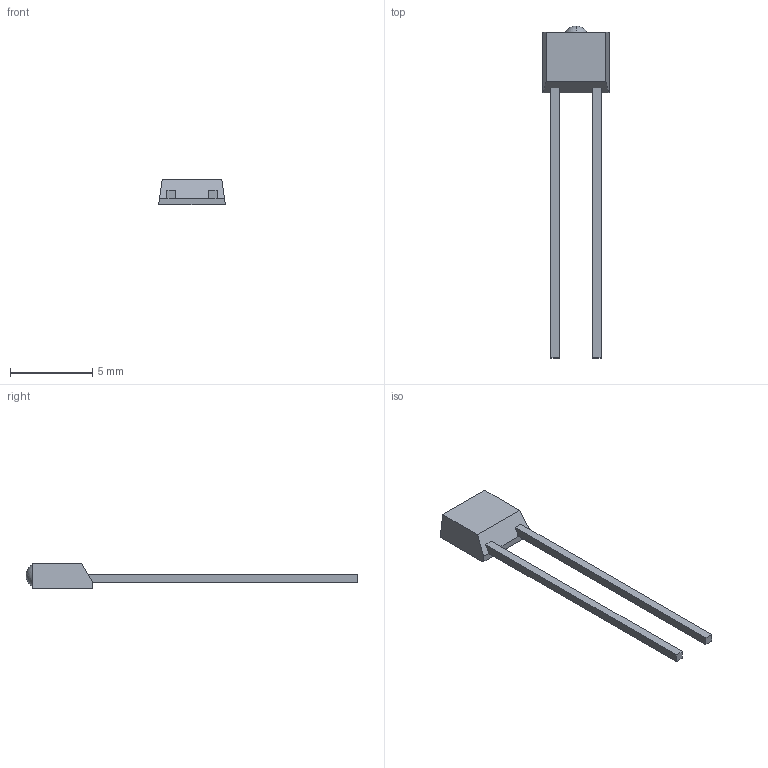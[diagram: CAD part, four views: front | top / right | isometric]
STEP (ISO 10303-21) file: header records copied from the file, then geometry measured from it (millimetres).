
FILE_DESCRIPTION (( 'STEP AP214' ), '1' );
FILE_NAME ('OP509B.STEP', '2019-12-03T18:36:45', ( '' ), ( '' ), 'SwSTEP 2.0', 'SolidWorks 2018', '' );
FILE_SCHEMA (( 'AUTOMOTIVE_DESIGN' ));
Length unit declared in the file: inch
Products named in the file (1): OP509B
Bounding box: 4.06 x 20.19 x 1.57 mm (x, y, z)
Volume: 29.4 mm3; surface area: 116 mm2
Topology: 1 solids, 1 shells, 19 faces, 44 edges, 28 vertices
Faces by surface type: plane 17, sphere 2
Entity records: 816 total; most frequent: CARTESIAN_POINT 92, ORIENTED_EDGE 88, DIRECTION 87, EDGE_CURVE 44, VECTOR 41, LINE 41, VERTEX_POINT 28, AXIS2_PLACEMENT_3D 23
